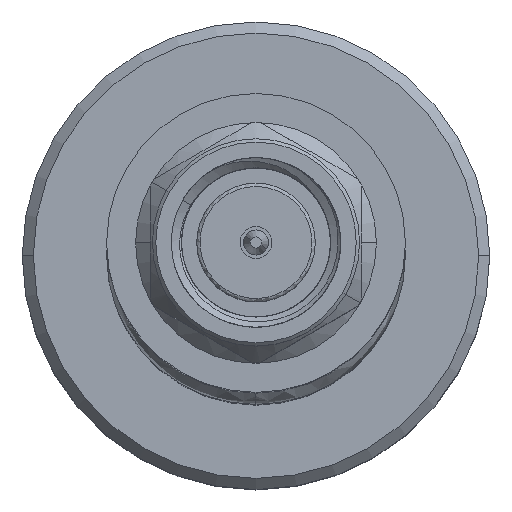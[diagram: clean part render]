
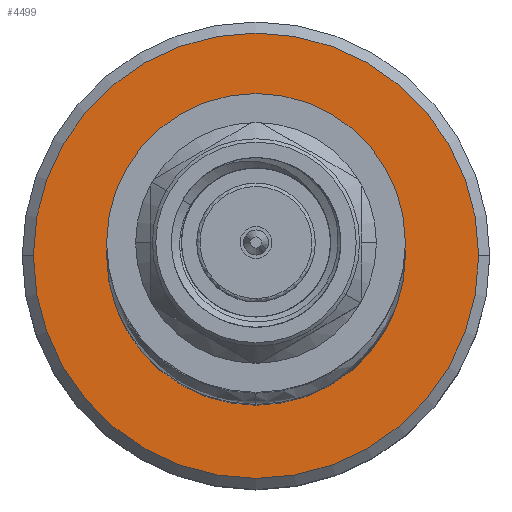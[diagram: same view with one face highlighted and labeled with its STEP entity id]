
A CAD part, top view. The second image highlights one B-rep face of the part: STEP entity #4499.
In plain terms, the highlighted face is planar.
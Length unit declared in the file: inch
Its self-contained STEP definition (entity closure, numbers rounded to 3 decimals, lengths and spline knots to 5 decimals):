
#389 = EDGE_CURVE ( 'NONE', #4223, #761, #4180, .T. ) ;
#663 = CIRCLE ( 'NONE', #8753, 0.16786 ) ;
#761 = VERTEX_POINT ( 'NONE', #9576 ) ;
#797 = DIRECTION ( 'NONE',  ( 1., 0., 0. ) ) ;
#911 = FACE_OUTER_BOUND ( 'NONE', #1830, .T. ) ;
#1132 = VERTEX_POINT ( 'NONE', #4891 ) ;
#1252 = EDGE_CURVE ( 'NONE', #761, #4223, #8683, .T. ) ;
#1575 = DIRECTION ( 'NONE',  ( 1., 0., 0. ) ) ;
#1699 = DIRECTION ( 'NONE',  ( 0., 0., -1. ) ) ;
#1830 = EDGE_LOOP ( 'NONE', ( #4202, #5370 ) ) ;
#2759 = CIRCLE ( 'NONE', #8775, 0.16786 ) ;
#3008 = ORIENTED_EDGE ( 'NONE', *, *, #7790, .F. ) ;
#3011 = ORIENTED_EDGE ( 'NONE', *, *, #3985, .F. ) ;
#3154 = DIRECTION ( 'NONE',  ( 0., 0., -1. ) ) ;
#3191 = FACE_BOUND ( 'NONE', #6148, .T. ) ;
#3985 = EDGE_CURVE ( 'NONE', #4030, #1132, #2759, .T. ) ;
#4030 = VERTEX_POINT ( 'NONE', #8428 ) ;
#4040 = CARTESIAN_POINT ( 'NONE',  ( 0.90749, 0., -0.32828 ) ) ;
#4180 = CIRCLE ( 'NONE', #6092, 0.32828 ) ;
#4202 = ORIENTED_EDGE ( 'NONE', *, *, #1252, .T. ) ;
#4223 = VERTEX_POINT ( 'NONE', #4040 ) ;
#4499 = ADVANCED_FACE ( 'NONE', ( #3191, #911 ), #5366, .T. ) ;
#4659 = DIRECTION ( 'NONE',  ( 1., 0., 0. ) ) ;
#4891 = CARTESIAN_POINT ( 'NONE',  ( 0.90749, 0., 0.16786 ) ) ;
#5232 = CARTESIAN_POINT ( 'NONE',  ( 0.90749, 0., 0. ) ) ;
#5366 = PLANE ( 'NONE',  #6496 ) ;
#5370 = ORIENTED_EDGE ( 'NONE', *, *, #389, .T. ) ;
#5985 = DIRECTION ( 'NONE',  ( 0., 0., -1. ) ) ;
#6092 = AXIS2_PLACEMENT_3D ( 'NONE', #7609, #4659, #7700 ) ;
#6148 = EDGE_LOOP ( 'NONE', ( #3008, #3011 ) ) ;
#6496 = AXIS2_PLACEMENT_3D ( 'NONE', #7567, #9198, #7615 ) ;
#7567 = CARTESIAN_POINT ( 'NONE',  ( 0.90749, 0.32828, 0. ) ) ;
#7609 = CARTESIAN_POINT ( 'NONE',  ( 0.90749, 0., 0. ) ) ;
#7615 = DIRECTION ( 'NONE',  ( 0., 1., 0. ) ) ;
#7700 = DIRECTION ( 'NONE',  ( 0., 0., -1. ) ) ;
#7790 = EDGE_CURVE ( 'NONE', #1132, #4030, #663, .T. ) ;
#8428 = CARTESIAN_POINT ( 'NONE',  ( 0.90749, 0., -0.16786 ) ) ;
#8476 = CARTESIAN_POINT ( 'NONE',  ( 0.90749, 0., 0. ) ) ;
#8500 = CARTESIAN_POINT ( 'NONE',  ( 0.90749, 0., 0. ) ) ;
#8683 = CIRCLE ( 'NONE', #9470, 0.32828 ) ;
#8753 = AXIS2_PLACEMENT_3D ( 'NONE', #8500, #797, #1699 ) ;
#8775 = AXIS2_PLACEMENT_3D ( 'NONE', #8476, #1575, #3154 ) ;
#9198 = DIRECTION ( 'NONE',  ( 1., 0., 0. ) ) ;
#9470 = AXIS2_PLACEMENT_3D ( 'NONE', #5232, #9713, #5985 ) ;
#9576 = CARTESIAN_POINT ( 'NONE',  ( 0.90749, 0., 0.32828 ) ) ;
#9713 = DIRECTION ( 'NONE',  ( 1., 0., 0. ) ) ;
